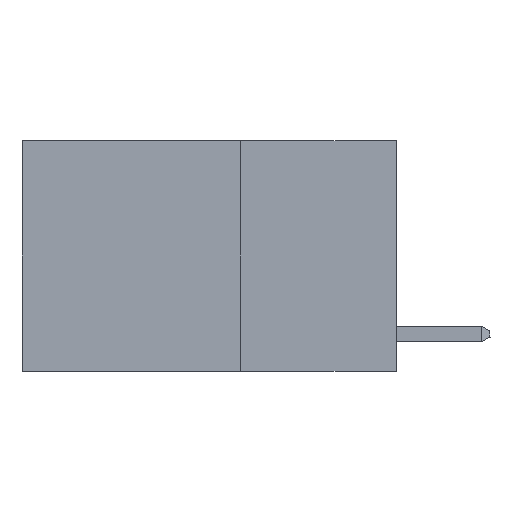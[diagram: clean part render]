
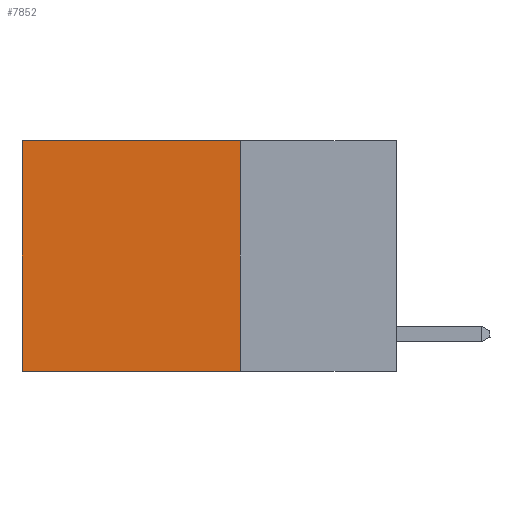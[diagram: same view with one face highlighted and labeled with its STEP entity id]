
A CAD part, left-side view. The second image highlights one B-rep face of the part: STEP entity #7852.
In plain terms, the highlighted planar face has unit normal (-1, 0, 0).
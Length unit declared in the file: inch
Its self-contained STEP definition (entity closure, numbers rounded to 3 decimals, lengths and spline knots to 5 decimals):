
#157 = LINE ( 'NONE', #6754, #8735 ) ;
#481 = DIRECTION ( 'NONE',  ( 0., 1., 0. ) ) ;
#490 = PLANE ( 'NONE',  #5355 ) ;
#574 = EDGE_LOOP ( 'NONE', ( #5203, #1345, #9213, #4905 ) ) ;
#766 = CARTESIAN_POINT ( 'NONE',  ( 0.2625, 0.6, 0. ) ) ;
#786 = VERTEX_POINT ( 'NONE', #4633 ) ;
#879 = VERTEX_POINT ( 'NONE', #766 ) ;
#1306 = EDGE_CURVE ( 'NONE', #5408, #879, #4049, .T. ) ;
#1345 = ORIENTED_EDGE ( 'NONE', *, *, #8489, .F. ) ;
#2034 = CARTESIAN_POINT ( 'NONE',  ( 0.2625, 0.25, 0. ) ) ;
#2535 = DIRECTION ( 'NONE',  ( 0., 0., -1. ) ) ;
#3469 = EDGE_CURVE ( 'NONE', #5408, #7418, #157, .T. ) ;
#3558 = DIRECTION ( 'NONE',  ( 0., 0., -1. ) ) ;
#3874 = EDGE_CURVE ( 'NONE', #879, #786, #6201, .T. ) ;
#4049 = LINE ( 'NONE', #8517, #5961 ) ;
#4633 = CARTESIAN_POINT ( 'NONE',  ( 0.2625, 0.6, -0.37 ) ) ;
#4740 = VECTOR ( 'NONE', #6850, 39.37008 ) ;
#4905 = ORIENTED_EDGE ( 'NONE', *, *, #1306, .T. ) ;
#5080 = FACE_OUTER_BOUND ( 'NONE', #574, .T. ) ;
#5203 = ORIENTED_EDGE ( 'NONE', *, *, #3874, .T. ) ;
#5355 = AXIS2_PLACEMENT_3D ( 'NONE', #2034, #7937, #3558 ) ;
#5408 = VERTEX_POINT ( 'NONE', #6533 ) ;
#5755 = CARTESIAN_POINT ( 'NONE',  ( 0.2625, 0.25, -0.37 ) ) ;
#5961 = VECTOR ( 'NONE', #481, 39.37008 ) ;
#6133 = LINE ( 'NONE', #8367, #4740 ) ;
#6201 = LINE ( 'NONE', #9234, #6258 ) ;
#6258 = VECTOR ( 'NONE', #2535, 39.37008 ) ;
#6533 = CARTESIAN_POINT ( 'NONE',  ( 0.2625, 0.25, 0. ) ) ;
#6754 = CARTESIAN_POINT ( 'NONE',  ( 0.2625, 0.25, 0. ) ) ;
#6850 = DIRECTION ( 'NONE',  ( 0., 1., 0. ) ) ;
#7418 = VERTEX_POINT ( 'NONE', #5755 ) ;
#7852 = ADVANCED_FACE ( 'NONE', ( #5080 ), #490, .F. ) ;
#7937 = DIRECTION ( 'NONE',  ( 1., 0., 0. ) ) ;
#8367 = CARTESIAN_POINT ( 'NONE',  ( 0.2625, 0.25, -0.37 ) ) ;
#8489 = EDGE_CURVE ( 'NONE', #7418, #786, #6133, .T. ) ;
#8517 = CARTESIAN_POINT ( 'NONE',  ( 0.2625, 0.25, 0. ) ) ;
#8735 = VECTOR ( 'NONE', #8810, 39.37008 ) ;
#8810 = DIRECTION ( 'NONE',  ( 0., 0., -1. ) ) ;
#9213 = ORIENTED_EDGE ( 'NONE', *, *, #3469, .F. ) ;
#9234 = CARTESIAN_POINT ( 'NONE',  ( 0.2625, 0.6, 0. ) ) ;
